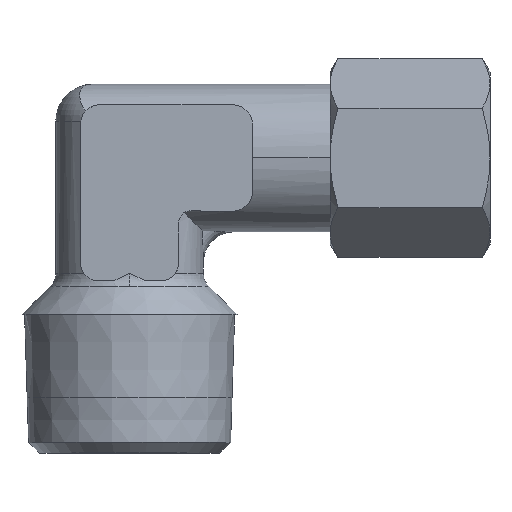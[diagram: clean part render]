
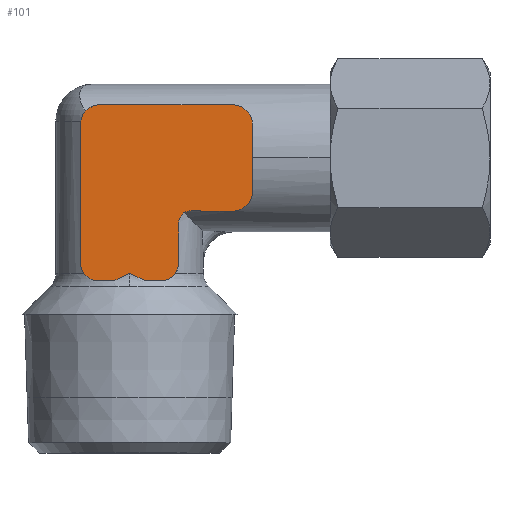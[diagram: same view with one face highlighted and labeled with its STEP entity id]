
A CAD part, top view. The second image highlights one B-rep face of the part: STEP entity #101.
In plain terms, the highlighted planar face has unit normal (0, 0, 1).
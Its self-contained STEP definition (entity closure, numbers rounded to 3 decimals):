
#101=ADVANCED_FACE('',(#260),#261,.T.);
#260=FACE_OUTER_BOUND('',#470,.T.);
#261=PLANE('',#471);
#470=EDGE_LOOP('',(#992,#993,#994,#995,#996,#997,#998,#999,#1000,#1001,#1002,#1003,#1004,#1005,#1006,#1007,#1008,#1009,#1010,#1011));
#471=AXIS2_PLACEMENT_3D('',#1012,#1013,#1014);
#992=ORIENTED_EDGE('',*,*,#1441,.F.);
#993=ORIENTED_EDGE('',*,*,#1564,.F.);
#994=ORIENTED_EDGE('',*,*,#1565,.F.);
#995=ORIENTED_EDGE('',*,*,#1566,.F.);
#996=ORIENTED_EDGE('',*,*,#1567,.F.);
#997=ORIENTED_EDGE('',*,*,#1459,.F.);
#998=ORIENTED_EDGE('',*,*,#1568,.F.);
#999=ORIENTED_EDGE('',*,*,#1569,.F.);
#1000=ORIENTED_EDGE('',*,*,#1570,.F.);
#1001=ORIENTED_EDGE('',*,*,#1571,.F.);
#1002=ORIENTED_EDGE('',*,*,#1453,.F.);
#1003=ORIENTED_EDGE('',*,*,#1572,.F.);
#1004=ORIENTED_EDGE('',*,*,#1573,.F.);
#1005=ORIENTED_EDGE('',*,*,#1574,.F.);
#1006=ORIENTED_EDGE('',*,*,#1446,.F.);
#1007=ORIENTED_EDGE('',*,*,#1575,.F.);
#1008=ORIENTED_EDGE('',*,*,#1576,.F.);
#1009=ORIENTED_EDGE('',*,*,#1577,.F.);
#1010=ORIENTED_EDGE('',*,*,#1578,.F.);
#1011=ORIENTED_EDGE('',*,*,#1579,.F.);
#1012=CARTESIAN_POINT('',(2.321,21.825,6.0));
#1013=DIRECTION('',(0.0,0.0,1.0));
#1014=DIRECTION('',(1.0,0.0,0.0));
#1441=EDGE_CURVE('',#1744,#1746,#1747,.T.);
#1446=EDGE_CURVE('',#1753,#1751,#1755,.T.);
#1453=EDGE_CURVE('',#1766,#1762,#1768,.T.);
#1459=EDGE_CURVE('',#1777,#1780,#1781,.T.);
#1564=EDGE_CURVE('',#1947,#1744,#1948,.T.);
#1565=EDGE_CURVE('',#1949,#1947,#1950,.T.);
#1566=EDGE_CURVE('',#1951,#1949,#1952,.T.);
#1567=EDGE_CURVE('',#1780,#1951,#1953,.T.);
#1568=EDGE_CURVE('',#1954,#1777,#1955,.T.);
#1569=EDGE_CURVE('',#1956,#1954,#1957,.T.);
#1570=EDGE_CURVE('',#1958,#1956,#1959,.T.);
#1571=EDGE_CURVE('',#1762,#1958,#1960,.T.);
#1572=EDGE_CURVE('',#1716,#1766,#1961,.T.);
#1573=EDGE_CURVE('',#1962,#1716,#1963,.T.);
#1574=EDGE_CURVE('',#1751,#1962,#1964,.T.);
#1575=EDGE_CURVE('',#1965,#1753,#1966,.T.);
#1576=EDGE_CURVE('',#1967,#1965,#1968,.T.);
#1577=EDGE_CURVE('',#1969,#1967,#1970,.T.);
#1578=EDGE_CURVE('',#1971,#1969,#1972,.T.);
#1579=EDGE_CURVE('',#1746,#1971,#1973,.T.);
#1716=VERTEX_POINT('',#2279);
#1744=VERTEX_POINT('',#2342);
#1746=VERTEX_POINT('',#2344);
#1747=B_SPLINE_CURVE_WITH_KNOTS('',3,(#2345,#2346,#2347,#2348,#2349,#2350),.UNSPECIFIED.,.F.,.F.,(4,2,4),(0.0,0.041,2.296),.UNSPECIFIED.);
#1751=VERTEX_POINT('',#2367);
#1753=VERTEX_POINT('',#2370);
#1755=CIRCLE('',#2373,1.679);
#1762=VERTEX_POINT('',#2382);
#1766=VERTEX_POINT('',#2402);
#1768=CIRCLE('',#2405,1.679);
#1777=VERTEX_POINT('',#2431);
#1780=VERTEX_POINT('',#2435);
#1781=CIRCLE('',#2436,0.97);
#1947=VERTEX_POINT('',#3140);
#1948=B_SPLINE_CURVE_WITH_KNOTS('',3,(#3141,#3142,#3143,#3144,#3145,#3146),.UNSPECIFIED.,.F.,.F.,(4,2,4),(12.386,14.641,14.681),.UNSPECIFIED.);
#1949=VERTEX_POINT('',#3147);
#1950=LINE('',#3148,#3149);
#1951=VERTEX_POINT('',#3150);
#1952=CIRCLE('',#3151,1.5);
#1953=LINE('',#3152,#3153);
#1954=VERTEX_POINT('',#3154);
#1955=CIRCLE('',#3155,0.97);
#1956=VERTEX_POINT('',#3156);
#1957=LINE('',#3157,#3158);
#1958=VERTEX_POINT('',#3159);
#1959=LINE('',#3160,#3161);
#1960=CIRCLE('',#3162,1.679);
#1961=LINE('',#3163,#3164);
#1962=VERTEX_POINT('',#3165);
#1963=LINE('',#3166,#3167);
#1964=CIRCLE('',#3168,1.679);
#1965=VERTEX_POINT('',#3169);
#1966=LINE('',#3170,#3171);
#1967=VERTEX_POINT('',#3172);
#1968=CIRCLE('',#3173,1.613);
#1969=VERTEX_POINT('',#3174);
#1970=LINE('',#3175,#3176);
#1971=VERTEX_POINT('',#3177);
#1972=CIRCLE('',#3178,1.5);
#1973=LINE('',#3179,#3180);
#2279=CARTESIAN_POINT('',(10.0,24.0,6.0));
#2342=CARTESIAN_POINT('',(0.0,14.621,6.0));
#2344=CARTESIAN_POINT('',(-1.279,14.,6.0));
#2345=CARTESIAN_POINT('',(0.0,14.621,6.0));
#2346=CARTESIAN_POINT('',(-0.012,14.615,6.0));
#2347=CARTESIAN_POINT('',(-0.027,14.608,6.0));
#2348=CARTESIAN_POINT('',(-0.711,14.266,6.0));
#2349=CARTESIAN_POINT('',(-1.45,13.895,6.0));
#2350=CARTESIAN_POINT('',(-2.209,13.608,6.0));
#2367=CARTESIAN_POINT('',(10.002,26.655,6.0));
#2370=CARTESIAN_POINT('',(8.5,28.325,6.0));
#2373=AXIS2_PLACEMENT_3D('',#3510,#3511,#3512);
#2382=CARTESIAN_POINT('',(10.002,21.345,6.0));
#2402=CARTESIAN_POINT('',(10.0,21.42,6.0));
#2405=AXIS2_PLACEMENT_3D('',#3520,#3521,#3522);
#2431=CARTESIAN_POINT('',(4.,18.739,6.0));
#2435=CARTESIAN_POINT('',(4.0,18.72,6.0));
#2436=AXIS2_PLACEMENT_3D('',#3529,#3530,#3531);
#3140=CARTESIAN_POINT('',(1.279,14.,6.0));
#3141=CARTESIAN_POINT('',(2.209,13.608,6.0));
#3142=CARTESIAN_POINT('',(1.45,13.895,6.0));
#3143=CARTESIAN_POINT('',(0.711,14.266,6.0));
#3144=CARTESIAN_POINT('',(0.027,14.608,6.0));
#3145=CARTESIAN_POINT('',(0.012,14.615,6.0));
#3146=CARTESIAN_POINT('',(0.0,14.621,6.0));
#3147=CARTESIAN_POINT('',(2.5,14.,6.0));
#3148=CARTESIAN_POINT('',(-2.5,14.,6.0));
#3149=VECTOR('',#3674,1.0);
#3150=CARTESIAN_POINT('',(4.0,15.5,6.0));
#3151=AXIS2_PLACEMENT_3D('',#3675,#3676,#3677);
#3152=CARTESIAN_POINT('',(4.0,18.72,6.0));
#3153=VECTOR('',#3678,1.0);
#3154=CARTESIAN_POINT('',(5.0,19.709,6.0));
#3155=AXIS2_PLACEMENT_3D('',#3679,#3680,#3681);
#3156=CARTESIAN_POINT('',(6.127,19.675,6.0));
#3157=CARTESIAN_POINT('',(5.0,19.709,6.0));
#3158=VECTOR('',#3682,1.0);
#3159=CARTESIAN_POINT('',(8.5,19.675,6.0));
#3160=CARTESIAN_POINT('',(6.127,19.675,6.0));
#3161=VECTOR('',#3683,1.0);
#3162=AXIS2_PLACEMENT_3D('',#3684,#3685,#3686);
#3163=CARTESIAN_POINT('',(10.0,26.58,6.0));
#3164=VECTOR('',#3687,1.0);
#3165=CARTESIAN_POINT('',(10.0,26.58,6.0));
#3166=CARTESIAN_POINT('',(10.0,26.58,6.0));
#3167=VECTOR('',#3688,1.0);
#3168=AXIS2_PLACEMENT_3D('',#3689,#3690,#3691);
#3169=CARTESIAN_POINT('',(-2.5,28.325,6.0));
#3170=CARTESIAN_POINT('',(-2.5,28.325,6.0));
#3171=VECTOR('',#3692,1.0);
#3172=CARTESIAN_POINT('',(-4.0,26.741,6.0));
#3173=AXIS2_PLACEMENT_3D('',#3693,#3694,#3695);
#3174=CARTESIAN_POINT('',(-4.0,15.5,6.0));
#3175=CARTESIAN_POINT('',(-4.0,26.741,6.0));
#3176=VECTOR('',#3696,1.0);
#3177=CARTESIAN_POINT('',(-2.5,14.,6.0));
#3178=AXIS2_PLACEMENT_3D('',#3697,#3698,#3699);
#3179=CARTESIAN_POINT('',(-2.5,14.,6.0));
#3180=VECTOR('',#3700,1.0);
#3510=CARTESIAN_POINT('',(8.323,26.655,6.0));
#3511=DIRECTION('',(0.0,0.0,-1.0));
#3512=DIRECTION('',(1.0,0.0,0.0));
#3520=CARTESIAN_POINT('',(8.323,21.345,6.0));
#3521=DIRECTION('',(0.0,0.0,-1.0));
#3522=DIRECTION('',(1.0,0.0,0.0));
#3529=CARTESIAN_POINT('',(4.97,18.739,6.0));
#3530=DIRECTION('',(0.0,0.0,1.0));
#3531=DIRECTION('',(1.0,0.0,0.0));
#3674=DIRECTION('',(-1.0,-0.0,-0.0));
#3675=CARTESIAN_POINT('',(2.5,15.5,6.0));
#3676=DIRECTION('',(0.0,0.0,-1.0));
#3677=DIRECTION('',(1.0,0.0,0.0));
#3678=DIRECTION('',(0.0,-1.0,0.0));
#3679=CARTESIAN_POINT('',(4.97,18.739,6.0));
#3680=DIRECTION('',(0.0,0.0,1.0));
#3681=DIRECTION('',(1.0,0.0,0.0));
#3682=DIRECTION('',(-1.,0.03,0.0));
#3683=DIRECTION('',(-1.0,-0.0,-0.0));
#3684=CARTESIAN_POINT('',(8.323,21.345,6.0));
#3685=DIRECTION('',(0.0,0.0,-1.0));
#3686=DIRECTION('',(1.0,0.0,0.0));
#3687=DIRECTION('',(0.,-1.0,0.0));
#3688=DIRECTION('',(0.,-1.0,0.0));
#3689=CARTESIAN_POINT('',(8.323,26.655,6.0));
#3690=DIRECTION('',(0.0,0.0,-1.0));
#3691=DIRECTION('',(1.0,0.0,0.0));
#3692=DIRECTION('',(1.0,0.0,0.0));
#3693=CARTESIAN_POINT('',(-2.388,26.716,6.0));
#3694=DIRECTION('',(0.0,0.0,-1.0));
#3695=DIRECTION('',(1.0,0.0,0.0));
#3696=DIRECTION('',(0.0,1.0,0.0));
#3697=CARTESIAN_POINT('',(-2.5,15.5,6.0));
#3698=DIRECTION('',(0.0,0.0,-1.0));
#3699=DIRECTION('',(1.0,0.0,0.0));
#3700=DIRECTION('',(-1.0,-0.0,-0.0));
